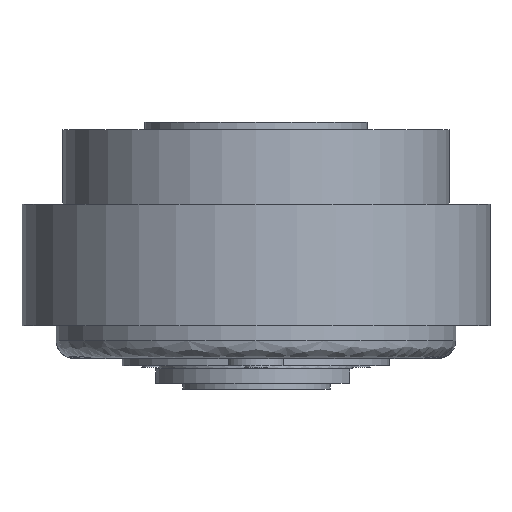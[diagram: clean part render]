
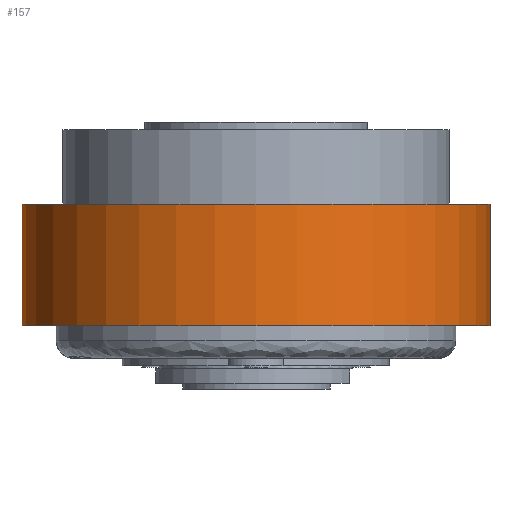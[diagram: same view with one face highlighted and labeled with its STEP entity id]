
A CAD part, front view. The second image highlights one B-rep face of the part: STEP entity #157.
In plain terms, the highlighted cylindrical face has radius 15.75 mm (diameter 31.5 mm), a partial arc.
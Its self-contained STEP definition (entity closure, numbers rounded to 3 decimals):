
#143 = EDGE_CURVE ( 'NONE', #4949, #4930, #1706, .T. ) ;
#152 = EDGE_CURVE ( 'NONE', #5042, #5047, #1695, .T. ) ;
#153 = ORIENTED_EDGE ( 'NONE', *, *, #152, .T. ) ;
#154 = ORIENTED_EDGE ( 'NONE', *, *, #4932, .T. ) ;
#155 = ORIENTED_EDGE ( 'NONE', *, *, #4926, .F. ) ;
#156 = EDGE_LOOP ( 'NONE', ( #155, #153, #154, #705 ) ) ;
#157 = ADVANCED_FACE ( 'NONE', ( #1687 ), #1684, .T. ) ;
#705 = ORIENTED_EDGE ( 'NONE', *, *, #143, .T. ) ;
#1684 = CYLINDRICAL_SURFACE ( 'NONE', #1686, 15.75 ) ;
#1685 = CARTESIAN_POINT ( 'NONE',  ( 0., 0., 17.4 ) ) ;
#1686 = AXIS2_PLACEMENT_3D ( 'NONE', #1685, #1749, #1748 ) ;
#1687 = FACE_OUTER_BOUND ( 'NONE', #156, .T. ) ;
#1688 = DIRECTION ( 'NONE',  ( -1., 0., 0. ) ) ;
#1689 = DIRECTION ( 'NONE',  ( 0., 0., -1. ) ) ;
#1690 = CARTESIAN_POINT ( 'NONE',  ( 0., 0., 10.4 ) ) ;
#1691 = AXIS2_PLACEMENT_3D ( 'NONE', #1690, #1689, #1688 ) ;
#1695 = CIRCLE ( 'NONE', #1691, 15.75 ) ;
#1700 = DIRECTION ( 'NONE',  ( -1., 0., 0. ) ) ;
#1701 = DIRECTION ( 'NONE',  ( 0., 0., 1. ) ) ;
#1702 = CARTESIAN_POINT ( 'NONE',  ( 0., 0., 2.2 ) ) ;
#1703 = AXIS2_PLACEMENT_3D ( 'NONE', #1702, #1701, #1700 ) ;
#1706 = CIRCLE ( 'NONE', #1703, 15.75 ) ;
#1748 = DIRECTION ( 'NONE',  ( -1., 0., 0. ) ) ;
#1749 = DIRECTION ( 'NONE',  ( 0., 0., -1. ) ) ;
#4223 = CARTESIAN_POINT ( 'NONE',  ( 15.75, 0., 2.2 ) ) ;
#4228 = DIRECTION ( 'NONE',  ( 0., 0., -1. ) ) ;
#4229 = VECTOR ( 'NONE', #4228, 1000. ) ;
#4230 = CARTESIAN_POINT ( 'NONE',  ( 15.75, 0., 17.4 ) ) ;
#4231 = LINE ( 'NONE', #4230, #4229 ) ;
#4271 = DIRECTION ( 'NONE',  ( 0., 0., -1. ) ) ;
#4272 = VECTOR ( 'NONE', #4271, 1000. ) ;
#4277 = CARTESIAN_POINT ( 'NONE',  ( -15.75, 0., 17.4 ) ) ;
#4278 = LINE ( 'NONE', #4277, #4272 ) ;
#4296 = CARTESIAN_POINT ( 'NONE',  ( -15.75, 0., 2.2 ) ) ;
#4451 = CARTESIAN_POINT ( 'NONE',  ( -15.75, 0., 10.4 ) ) ;
#4453 = CARTESIAN_POINT ( 'NONE',  ( 15.75, 0., 10.4 ) ) ;
#4926 = EDGE_CURVE ( 'NONE', #5042, #4930, #4231, .T. ) ;
#4930 = VERTEX_POINT ( 'NONE', #4223 ) ;
#4932 = EDGE_CURVE ( 'NONE', #5047, #4949, #4278, .T. ) ;
#4949 = VERTEX_POINT ( 'NONE', #4296 ) ;
#5042 = VERTEX_POINT ( 'NONE', #4453 ) ;
#5047 = VERTEX_POINT ( 'NONE', #4451 ) ;
